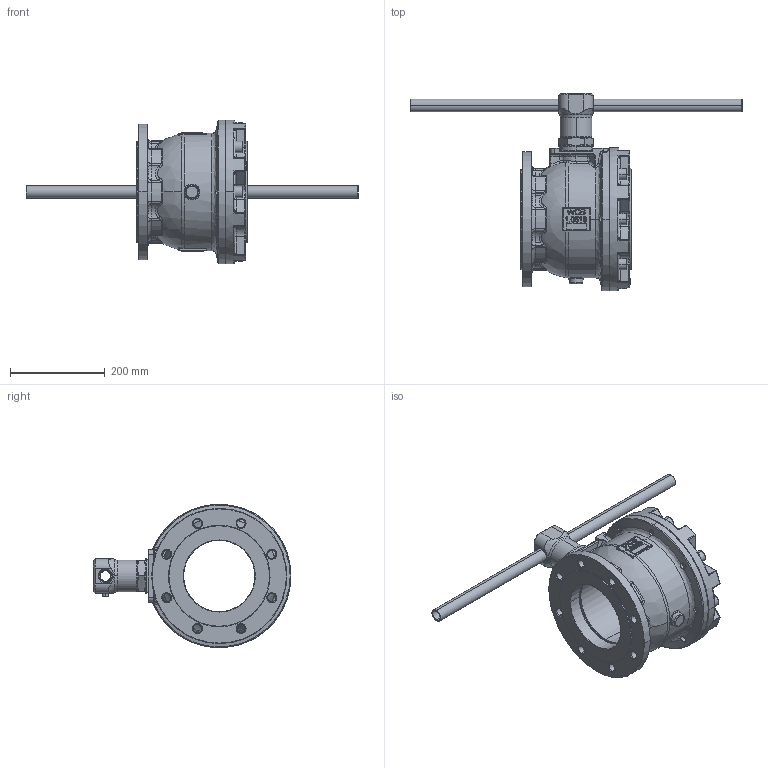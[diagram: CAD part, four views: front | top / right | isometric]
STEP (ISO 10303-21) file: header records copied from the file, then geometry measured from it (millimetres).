
FILE_DESCRIPTION (( 'STEP AP203' ), '1' );
FILE_NAME ('72200020_ultimo.STEP', '2010-10-05T12:40:52', ( 'valpress' ), ( 'idem' ), 'SwSTEP 2.0', 'SolidWorks 2008', '' );
FILE_SCHEMA (( 'CONFIG_CONTROL_DESIGN' ));
Products named in the file (1): 72200020_ultimo
Bounding box: 700 x 417 x 302 mm (x, y, z)
Volume: 8429729.6 mm3; surface area: 668877.5 mm2
Topology: 1 solids, 9 shells, 1395 faces, 3521 edges, 2107 vertices
Faces by surface type: bspline 488, plane 375, cylinder 321, cone 182, sphere 29
Entity records: 74930 total; most frequent: CARTESIAN_POINT 45255, ORIENTED_EDGE 6830, DIRECTION 5242, EDGE_CURVE 3415, VERTEX_POINT 2102, AXIS2_PLACEMENT_3D 1953, EDGE_LOOP 1507, ADVANCED_FACE 1395
